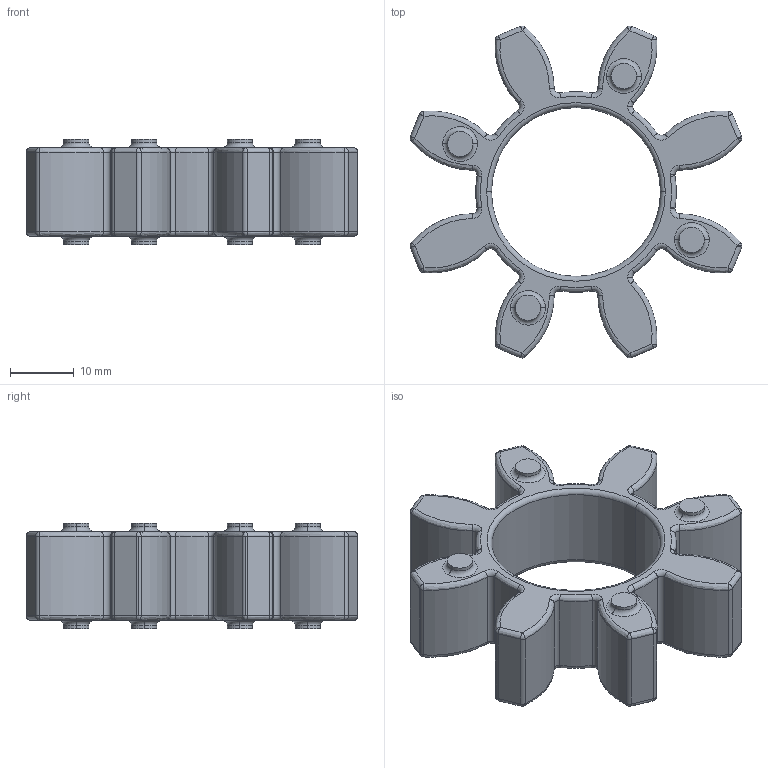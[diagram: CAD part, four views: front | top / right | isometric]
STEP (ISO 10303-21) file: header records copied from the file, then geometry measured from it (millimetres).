
FILE_DESCRIPTION (( 'STEP AP214' ), '1' );
FILE_NAME ('DC-JS55-80A.STEP', '2015-12-01T20:27:05', ( '' ), ( '' ), 'SwSTEP 2.0', 'SolidWorks 2015', '' );
FILE_SCHEMA (( 'AUTOMOTIVE_DESIGN' ));
Length unit declared in the file: millimetre
Products named in the file (1): DC-JS55-80A
Bounding box: 52.11 x 52.11 x 16.51 mm (x, y, z)
Volume: 12424.5 mm3; surface area: 6711.8 mm2
Topology: 1 solids, 1 shells, 258 faces, 568 edges, 312 vertices
Faces by surface type: bspline 96, torus 60, cylinder 56, sphere 36, plane 10
Entity records: 9780 total; most frequent: CARTESIAN_POINT 4569, ORIENTED_EDGE 1104, DIRECTION 1086, EDGE_CURVE 552, AXIS2_PLACEMENT_3D 499, CIRCLE 336, VERTEX_POINT 304, EDGE_LOOP 268
